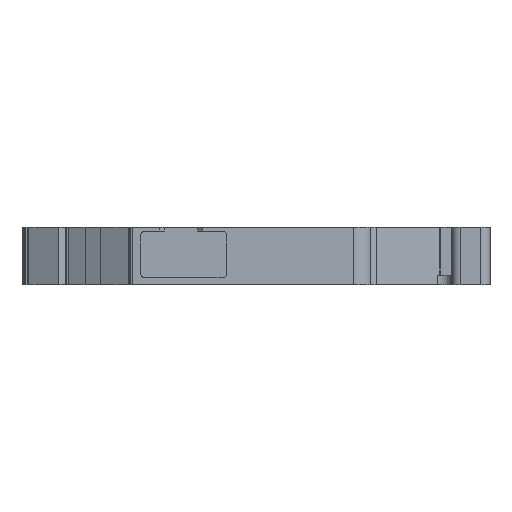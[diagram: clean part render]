
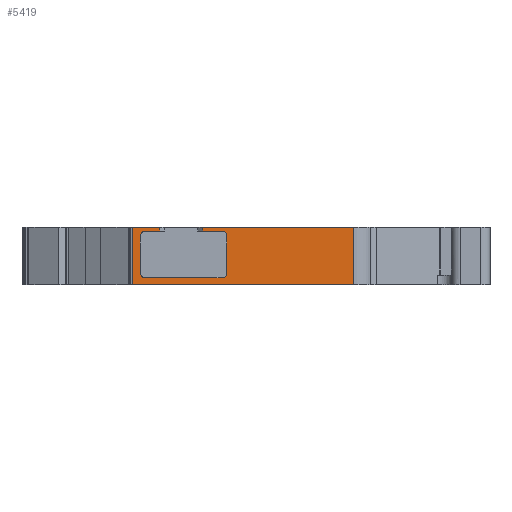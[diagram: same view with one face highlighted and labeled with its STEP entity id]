
A CAD part, left-side view. The second image highlights one B-rep face of the part: STEP entity #5419.
In plain terms, the highlighted planar face has unit normal (-1, 0, 0).
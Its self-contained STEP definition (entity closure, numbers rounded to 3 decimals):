
#30 = VERTEX_POINT ( 'NONE', #5200 ) ;
#39 = VERTEX_POINT ( 'NONE', #5902 ) ;
#40 = CARTESIAN_POINT ( 'NONE',  ( -28.55, -15.219, 0.7 ) ) ;
#330 = ORIENTED_EDGE ( 'NONE', *, *, #3933, .T. ) ;
#334 = VERTEX_POINT ( 'NONE', #3961 ) ;
#339 = VERTEX_POINT ( 'NONE', #1291 ) ;
#361 = CARTESIAN_POINT ( 'NONE',  ( -28.55, -15.719, 0.7 ) ) ;
#409 = CARTESIAN_POINT ( 'NONE',  ( -28.55, -15.719, 5.1 ) ) ;
#433 = DIRECTION ( 'NONE',  ( 0., 0., 1. ) ) ;
#557 = EDGE_CURVE ( 'NONE', #334, #3035, #1257, .T. ) ;
#563 = AXIS2_PLACEMENT_3D ( 'NONE', #4458, #1568, #4939 ) ;
#567 = EDGE_CURVE ( 'NONE', #1860, #6051, #1806, .T. ) ;
#593 = AXIS2_PLACEMENT_3D ( 'NONE', #4991, #2142, #5472 ) ;
#646 = CARTESIAN_POINT ( 'NONE',  ( -28.55, -8.671, 4. ) ) ;
#656 = CARTESIAN_POINT ( 'NONE',  ( -28.55, -15.219, 1.2 ) ) ;
#667 = VECTOR ( 'NONE', #3882, 1000. ) ;
#698 = ORIENTED_EDGE ( 'NONE', *, *, #5027, .F. ) ;
#712 = PLANE ( 'NONE',  #2888 ) ;
#738 = CARTESIAN_POINT ( 'NONE',  ( -28.55, -7.159, 5.6 ) ) ;
#833 = LINE ( 'NONE', #4582, #995 ) ;
#995 = VECTOR ( 'NONE', #2662, 1000. ) ;
#1086 = LINE ( 'NONE', #1932, #4132 ) ;
#1189 = DIRECTION ( 'NONE',  ( 0., 1., 0. ) ) ;
#1257 = LINE ( 'NONE', #2899, #2127 ) ;
#1285 = DIRECTION ( 'NONE',  ( 0., 0., -1. ) ) ;
#1291 = CARTESIAN_POINT ( 'NONE',  ( -28.55, -8.671, 6. ) ) ;
#1306 = DIRECTION ( 'NONE',  ( 0., 0., 1. ) ) ;
#1414 = CARTESIAN_POINT ( 'NONE',  ( -28.55, -6.659, 0.7 ) ) ;
#1468 = EDGE_CURVE ( 'NONE', #5541, #3698, #5050, .T. ) ;
#1478 = CARTESIAN_POINT ( 'NONE',  ( -28.55, -6.659, 0.7 ) ) ;
#1511 = DIRECTION ( 'NONE',  ( 0., 1., 0. ) ) ;
#1522 = ORIENTED_EDGE ( 'NONE', *, *, #4058, .F. ) ;
#1532 = CARTESIAN_POINT ( 'NONE',  ( -28.55, -6.659, 5.6 ) ) ;
#1534 = EDGE_CURVE ( 'NONE', #30, #339, #4226, .T. ) ;
#1568 = DIRECTION ( 'NONE',  ( 1., 0., 0. ) ) ;
#1599 = ORIENTED_EDGE ( 'NONE', *, *, #2530, .T. ) ;
#1656 = LINE ( 'NONE', #6186, #5479 ) ;
#1660 = ORIENTED_EDGE ( 'NONE', *, *, #567, .T. ) ;
#1664 = LINE ( 'NONE', #1478, #667 ) ;
#1756 = ORIENTED_EDGE ( 'NONE', *, *, #6141, .T. ) ;
#1806 = CIRCLE ( 'NONE', #3272, 0.5 ) ;
#1860 = VERTEX_POINT ( 'NONE', #2121 ) ;
#1867 = DIRECTION ( 'NONE',  ( 0., 0., -1. ) ) ;
#1870 = DIRECTION ( 'NONE',  ( 0., -1., 0. ) ) ;
#1932 = CARTESIAN_POINT ( 'NONE',  ( -28.55, -5.818, 6. ) ) ;
#2055 = VECTOR ( 'NONE', #3390, 1000. ) ;
#2057 = VECTOR ( 'NONE', #1511, 1000. ) ;
#2119 = EDGE_CURVE ( 'NONE', #4250, #334, #3886, .T. ) ;
#2121 = CARTESIAN_POINT ( 'NONE',  ( -28.55, -15.719, 1.2 ) ) ;
#2127 = VECTOR ( 'NONE', #1285, 1000. ) ;
#2142 = DIRECTION ( 'NONE',  ( 1., 0., 0. ) ) ;
#2232 = CARTESIAN_POINT ( 'NONE',  ( -28.55, -15.219, 5.1 ) ) ;
#2249 = VERTEX_POINT ( 'NONE', #409 ) ;
#2265 = VERTEX_POINT ( 'NONE', #738 ) ;
#2373 = CARTESIAN_POINT ( 'NONE',  ( -28.55, -80.633, 6. ) ) ;
#2487 = CARTESIAN_POINT ( 'NONE',  ( -28.55, -13.171, 5.6 ) ) ;
#2515 = CARTESIAN_POINT ( 'NONE',  ( -28.55, -5.818, 0. ) ) ;
#2530 = EDGE_CURVE ( 'NONE', #4015, #4841, #1086, .T. ) ;
#2567 = CARTESIAN_POINT ( 'NONE',  ( -28.55, -6.659, 5.1 ) ) ;
#2662 = DIRECTION ( 'NONE',  ( 0., 1., 0. ) ) ;
#2719 = DIRECTION ( 'NONE',  ( 0., 1., 0. ) ) ;
#2720 = ORIENTED_EDGE ( 'NONE', *, *, #4332, .T. ) ;
#2757 = DIRECTION ( 'NONE',  ( 0., 1., 0. ) ) ;
#2765 = DIRECTION ( 'NONE',  ( 1., 0., 0. ) ) ;
#2789 = VECTOR ( 'NONE', #5069, 1000. ) ;
#2790 = CARTESIAN_POINT ( 'NONE',  ( -28.55, -15.219, 5.6 ) ) ;
#2839 = FACE_OUTER_BOUND ( 'NONE', #5116, .T. ) ;
#2888 = AXIS2_PLACEMENT_3D ( 'NONE', #4563, #4100, #1189 ) ;
#2899 = CARTESIAN_POINT ( 'NONE',  ( -28.55, -29.006, 6. ) ) ;
#2978 = LINE ( 'NONE', #4652, #5519 ) ;
#3035 = VERTEX_POINT ( 'NONE', #6029 ) ;
#3047 = EDGE_CURVE ( 'NONE', #3698, #4250, #1656, .T. ) ;
#3125 = VECTOR ( 'NONE', #1306, 1000. ) ;
#3272 = AXIS2_PLACEMENT_3D ( 'NONE', #656, #2765, #2757 ) ;
#3312 = EDGE_CURVE ( 'NONE', #6153, #39, #3325, .T. ) ;
#3315 = ORIENTED_EDGE ( 'NONE', *, *, #5318, .T. ) ;
#3325 = LINE ( 'NONE', #1414, #2055 ) ;
#3352 = ORIENTED_EDGE ( 'NONE', *, *, #3312, .F. ) ;
#3375 = EDGE_CURVE ( 'NONE', #3581, #6051, #1664, .T. ) ;
#3390 = DIRECTION ( 'NONE',  ( 0., 0., -1. ) ) ;
#3414 = ORIENTED_EDGE ( 'NONE', *, *, #4661, .F. ) ;
#3525 = DIRECTION ( 'NONE',  ( 0., -1., 0. ) ) ;
#3581 = VERTEX_POINT ( 'NONE', #4009 ) ;
#3698 = VERTEX_POINT ( 'NONE', #2487 ) ;
#3709 = ORIENTED_EDGE ( 'NONE', *, *, #3375, .F. ) ;
#3730 = ORIENTED_EDGE ( 'NONE', *, *, #557, .F. ) ;
#3786 = ORIENTED_EDGE ( 'NONE', *, *, #2119, .F. ) ;
#3868 = ORIENTED_EDGE ( 'NONE', *, *, #1534, .T. ) ;
#3882 = DIRECTION ( 'NONE',  ( 0., -1., 0. ) ) ;
#3886 = LINE ( 'NONE', #4078, #2789 ) ;
#3933 = EDGE_CURVE ( 'NONE', #5541, #2249, #4166, .T. ) ;
#3948 = VECTOR ( 'NONE', #1870, 1000. ) ;
#3961 = CARTESIAN_POINT ( 'NONE',  ( -28.55, -29.006, 6. ) ) ;
#4009 = CARTESIAN_POINT ( 'NONE',  ( -28.55, -7.159, 0.7 ) ) ;
#4015 = VERTEX_POINT ( 'NONE', #6027 ) ;
#4058 = EDGE_CURVE ( 'NONE', #1860, #2249, #5510, .T. ) ;
#4078 = CARTESIAN_POINT ( 'NONE',  ( -28.55, -80.633, 6. ) ) ;
#4100 = DIRECTION ( 'NONE',  ( 1., 0., 0. ) ) ;
#4132 = VECTOR ( 'NONE', #1867, 1000. ) ;
#4166 = CIRCLE ( 'NONE', #6041, 0.5 ) ;
#4226 = LINE ( 'NONE', #646, #5336 ) ;
#4250 = VERTEX_POINT ( 'NONE', #4366 ) ;
#4332 = EDGE_CURVE ( 'NONE', #4841, #3035, #2978, .T. ) ;
#4366 = CARTESIAN_POINT ( 'NONE',  ( -28.55, -13.171, 6. ) ) ;
#4458 = CARTESIAN_POINT ( 'NONE',  ( -28.55, -7.159, 1.2 ) ) ;
#4563 = CARTESIAN_POINT ( 'NONE',  ( -28.55, -80.633, 6. ) ) ;
#4582 = CARTESIAN_POINT ( 'NONE',  ( -28.55, -6.659, 5.6 ) ) ;
#4652 = CARTESIAN_POINT ( 'NONE',  ( -28.55, -80.633, 0. ) ) ;
#4661 = EDGE_CURVE ( 'NONE', #4015, #339, #4779, .T. ) ;
#4779 = LINE ( 'NONE', #2373, #3948 ) ;
#4841 = VERTEX_POINT ( 'NONE', #2515 ) ;
#4939 = DIRECTION ( 'NONE',  ( 0., 1., 0. ) ) ;
#4991 = CARTESIAN_POINT ( 'NONE',  ( -28.55, -7.159, 5.1 ) ) ;
#5027 = EDGE_CURVE ( 'NONE', #30, #2265, #833, .T. ) ;
#5050 = LINE ( 'NONE', #1532, #2057 ) ;
#5069 = DIRECTION ( 'NONE',  ( 0., -1., 0. ) ) ;
#5116 = EDGE_LOOP ( 'NONE', ( #3730, #3786, #5349, #5415, #330, #1522, #1660, #3709, #1756, #3352, #3315, #698, #3868, #3414, #1599, #2720 ) ) ;
#5200 = CARTESIAN_POINT ( 'NONE',  ( -28.55, -8.671, 5.6 ) ) ;
#5318 = EDGE_CURVE ( 'NONE', #6153, #2265, #6201, .T. ) ;
#5336 = VECTOR ( 'NONE', #433, 1000. ) ;
#5349 = ORIENTED_EDGE ( 'NONE', *, *, #3047, .F. ) ;
#5415 = ORIENTED_EDGE ( 'NONE', *, *, #1468, .F. ) ;
#5419 = ADVANCED_FACE ( 'NONE', ( #2839 ), #712, .F. ) ;
#5472 = DIRECTION ( 'NONE',  ( 0., 1., 0. ) ) ;
#5479 = VECTOR ( 'NONE', #5986, 1000. ) ;
#5510 = LINE ( 'NONE', #361, #3125 ) ;
#5519 = VECTOR ( 'NONE', #3525, 1000. ) ;
#5541 = VERTEX_POINT ( 'NONE', #2790 ) ;
#5568 = DIRECTION ( 'NONE',  ( 1., 0., 0. ) ) ;
#5638 = CIRCLE ( 'NONE', #563, 0.5 ) ;
#5902 = CARTESIAN_POINT ( 'NONE',  ( -28.55, -6.659, 1.2 ) ) ;
#5986 = DIRECTION ( 'NONE',  ( 0., 0., 1. ) ) ;
#6027 = CARTESIAN_POINT ( 'NONE',  ( -28.55, -5.818, 6. ) ) ;
#6029 = CARTESIAN_POINT ( 'NONE',  ( -28.55, -29.006, 0. ) ) ;
#6041 = AXIS2_PLACEMENT_3D ( 'NONE', #2232, #5568, #2719 ) ;
#6051 = VERTEX_POINT ( 'NONE', #40 ) ;
#6141 = EDGE_CURVE ( 'NONE', #3581, #39, #5638, .T. ) ;
#6153 = VERTEX_POINT ( 'NONE', #2567 ) ;
#6186 = CARTESIAN_POINT ( 'NONE',  ( -28.55, -13.171, 4. ) ) ;
#6201 = CIRCLE ( 'NONE', #593, 0.5 ) ;
